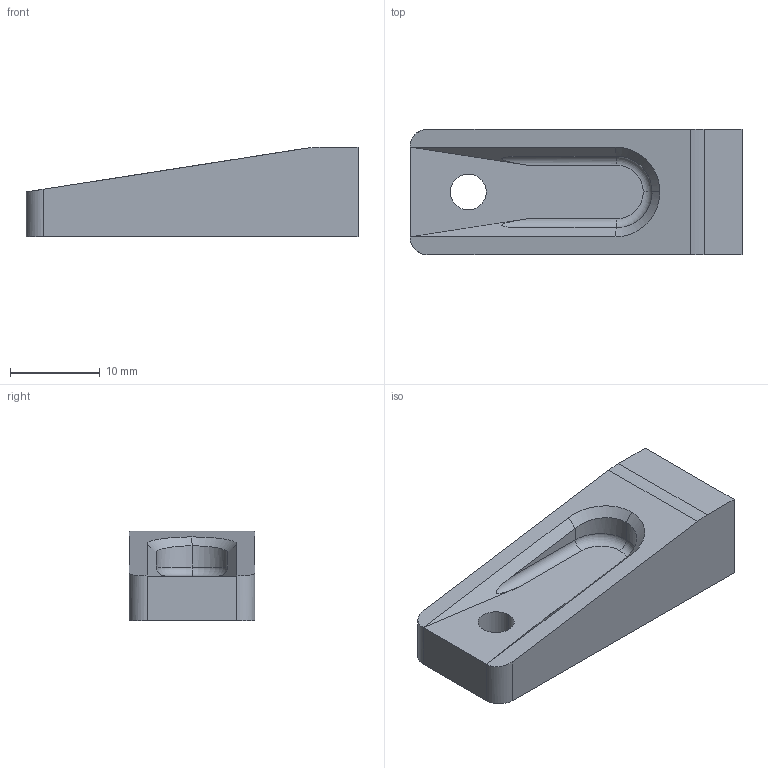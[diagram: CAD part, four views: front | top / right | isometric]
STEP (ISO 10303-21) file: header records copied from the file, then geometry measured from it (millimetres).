
FILE_DESCRIPTION (( 'STEP AP203' ), '1' );
FILE_NAME ('PSU_Support.STEP', '2023-04-26T10:34:45', ( '' ), ( '' ), 'SwSTEP 2.0', 'SolidWorks 2018', '' );
FILE_SCHEMA (( 'CONFIG_CONTROL_DESIGN' ));
Length unit declared in the file: millimetre
Products named in the file (1): PSU_Support
Bounding box: 37 x 14 x 10 mm (x, y, z)
Volume: 3441.9 mm3; surface area: 2041.4 mm2
Topology: 1 solids, 1 shells, 28 faces, 65 edges, 40 vertices
Faces by surface type: plane 13, cylinder 11, bspline 2, torus 2
Entity records: 1068 total; most frequent: CARTESIAN_POINT 365, ORIENTED_EDGE 130, DIRECTION 127, EDGE_CURVE 65, AXIS2_PLACEMENT_3D 46, VERTEX_POINT 40, VECTOR 35, LINE 35
